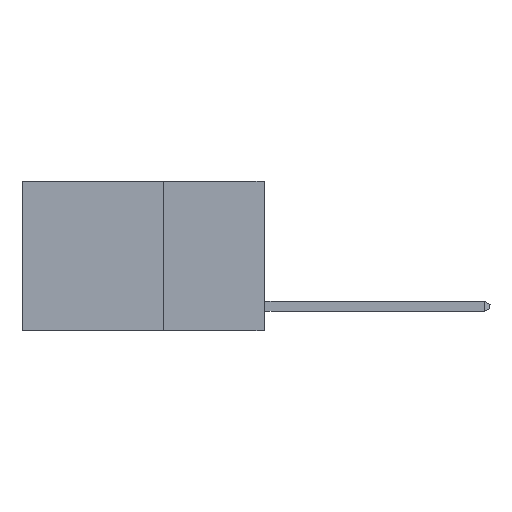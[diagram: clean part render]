
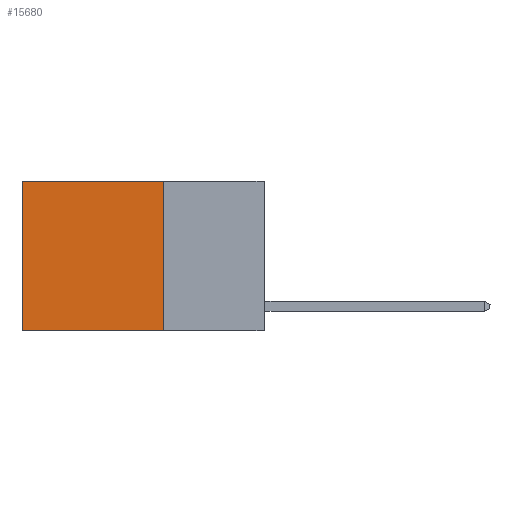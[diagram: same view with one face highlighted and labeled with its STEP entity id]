
A CAD part, left-side view. The second image highlights one B-rep face of the part: STEP entity #15680.
In plain terms, the highlighted planar face has unit normal (-1, 0, 0).
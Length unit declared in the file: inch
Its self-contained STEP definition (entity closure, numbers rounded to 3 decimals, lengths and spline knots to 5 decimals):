
#941 = LINE ( 'NONE', #13163, #24068 ) ;
#1150 = VECTOR ( 'NONE', #20160, 39.37008 ) ;
#1220 = EDGE_CURVE ( 'NONE', #9973, #25236, #941, .T. ) ;
#2328 = VECTOR ( 'NONE', #13211, 39.37008 ) ;
#2732 = LINE ( 'NONE', #25532, #13289 ) ;
#9220 = CARTESIAN_POINT ( 'NONE',  ( 0.2625, 0.25, 0. ) ) ;
#9738 = FACE_OUTER_BOUND ( 'NONE', #24749, .T. ) ;
#9973 = VERTEX_POINT ( 'NONE', #28866 ) ;
#10280 = EDGE_CURVE ( 'NONE', #26393, #9973, #2732, .T. ) ;
#11312 = ORIENTED_EDGE ( 'NONE', *, *, #28211, .T. ) ;
#11460 = DIRECTION ( 'NONE',  ( 0., 0., -1. ) ) ;
#12158 = AXIS2_PLACEMENT_3D ( 'NONE', #9220, #24837, #11460 ) ;
#12585 = EDGE_CURVE ( 'NONE', #25113, #25236, #19054, .T. ) ;
#12949 = ORIENTED_EDGE ( 'NONE', *, *, #1220, .F. ) ;
#13163 = CARTESIAN_POINT ( 'NONE',  ( 0.2625, 0.25, -0.37 ) ) ;
#13211 = DIRECTION ( 'NONE',  ( 0., 1., 0. ) ) ;
#13289 = VECTOR ( 'NONE', #14409, 39.37008 ) ;
#14061 = CARTESIAN_POINT ( 'NONE',  ( 0.2625, 0.6, -0.37 ) ) ;
#14082 = CARTESIAN_POINT ( 'NONE',  ( 0.2625, 0.25, 0. ) ) ;
#14409 = DIRECTION ( 'NONE',  ( 0., 0., -1. ) ) ;
#15680 = ADVANCED_FACE ( 'NONE', ( #9738 ), #22618, .F. ) ;
#18710 = ORIENTED_EDGE ( 'NONE', *, *, #10280, .F. ) ;
#19054 = LINE ( 'NONE', #28943, #1150 ) ;
#19542 = LINE ( 'NONE', #28822, #2328 ) ;
#19900 = DIRECTION ( 'NONE',  ( 0., 1., 0. ) ) ;
#20160 = DIRECTION ( 'NONE',  ( 0., 0., -1. ) ) ;
#22618 = PLANE ( 'NONE',  #12158 ) ;
#22670 = CARTESIAN_POINT ( 'NONE',  ( 0.2625, 0.6, 0. ) ) ;
#24068 = VECTOR ( 'NONE', #19900, 39.37008 ) ;
#24749 = EDGE_LOOP ( 'NONE', ( #25813, #12949, #18710, #11312 ) ) ;
#24837 = DIRECTION ( 'NONE',  ( 1., 0., 0. ) ) ;
#25113 = VERTEX_POINT ( 'NONE', #22670 ) ;
#25236 = VERTEX_POINT ( 'NONE', #14061 ) ;
#25532 = CARTESIAN_POINT ( 'NONE',  ( 0.2625, 0.25, 0. ) ) ;
#25813 = ORIENTED_EDGE ( 'NONE', *, *, #12585, .T. ) ;
#26393 = VERTEX_POINT ( 'NONE', #14082 ) ;
#28211 = EDGE_CURVE ( 'NONE', #26393, #25113, #19542, .T. ) ;
#28822 = CARTESIAN_POINT ( 'NONE',  ( 0.2625, 0.25, 0. ) ) ;
#28866 = CARTESIAN_POINT ( 'NONE',  ( 0.2625, 0.25, -0.37 ) ) ;
#28943 = CARTESIAN_POINT ( 'NONE',  ( 0.2625, 0.6, 0. ) ) ;
